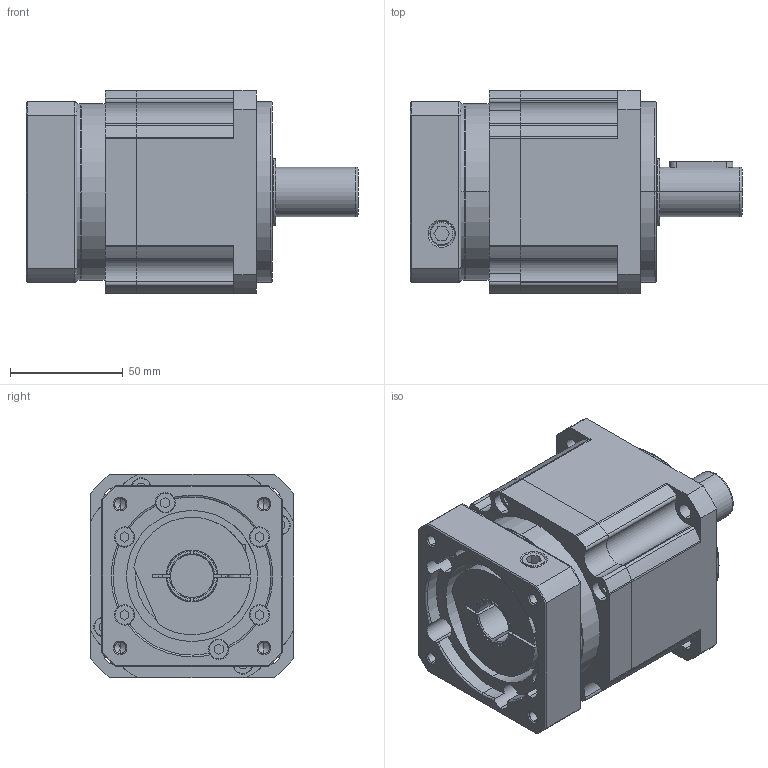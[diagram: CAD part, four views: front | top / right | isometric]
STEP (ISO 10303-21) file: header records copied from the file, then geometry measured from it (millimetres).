
FILE_DESCRIPTION (( 'STEP AP203' ), '1' );
FILE_NAME ('PGH90-L1-19-70-90-M6-A22.STEP', '2023-12-04T03:56:19', ( '' ), ( '' ), 'SwSTEP 2.0', 'SolidWorks 2018', '' );
FILE_SCHEMA (( 'CONFIG_CONTROL_DESIGN' ));
Length unit declared in the file: millimetre
Products named in the file (1): PGH90-L1-19-70-90-M6-A22
Bounding box: 147 x 90 x 90 mm (x, y, z)
Volume: 671121.6 mm3; surface area: 114557.9 mm2
Topology: 20 solids, 20 shells, 536 faces, 1293 edges, 824 vertices
Faces by surface type: cylinder 216, plane 204, cone 68, torus 45, bspline 3
Entity records: 17796 total; most frequent: CARTESIAN_POINT 4894, DIRECTION 2841, ORIENTED_EDGE 2566, EDGE_CURVE 1283, AXIS2_PLACEMENT_3D 1112, VERTEX_POINT 824, VECTOR 617, LINE 617
